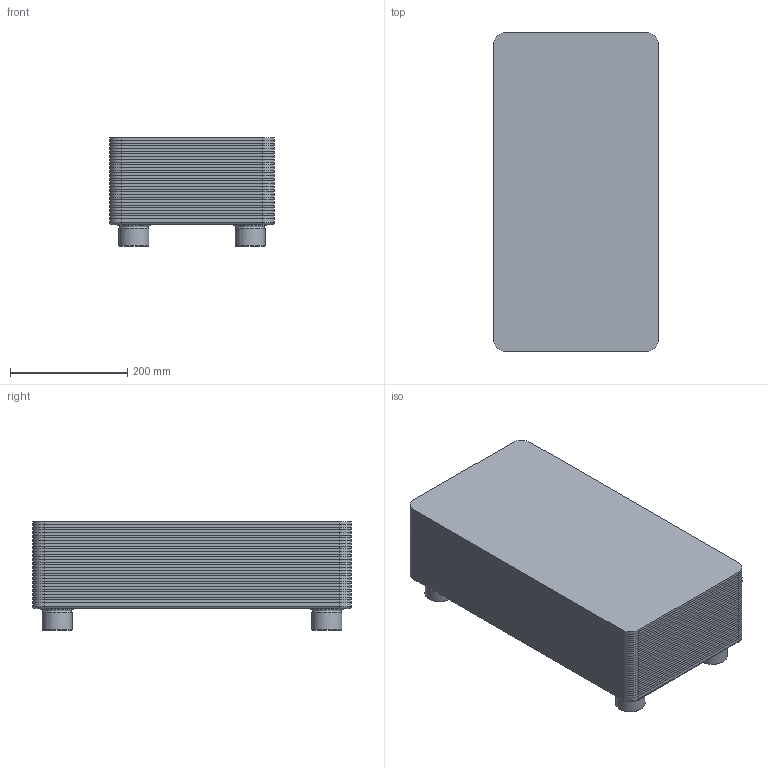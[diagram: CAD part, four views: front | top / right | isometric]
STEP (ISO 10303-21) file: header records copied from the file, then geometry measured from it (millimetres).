
FILE_DESCRIPTION((''),'2;1');
FILE_NAME('PBG45 LMH.stp','2014-09-03T00:06:31',('Martin'),(''),'Autodesk Inventor 2012','Autodesk Inventor 2012','');
FILE_SCHEMA(('AUTOMOTIVE_DESIGN { 1 0 10303 214 1 1 1 1 }'));
Length unit declared in the file: millimetre
Products named in the file (7): Zusammenbau 1; Grundplatte; Kupferplatte; Kupferplatte_CPY; Kupferplatte_CPY_CPY; Anschluss G2; Typenschild
Assembly tree (36 placements, depth 2):
  Zusammenbau 1
    Grundplatte
    Kupferplatte  x10
    Kupferplatte_CPY  x10
    Kupferplatte_CPY_CPY  x10
    Anschluss G2  x4
    Typenschild
Bounding box: 281 x 543 x 185 mm (x, y, z)
Volume: 22623791 mm3; surface area: 9741061.9 mm2
Topology: 36 solids, 36 shells, 600 faces, 1324 edges, 808 vertices
Faces by surface type: plane 324, cylinder 140, cone 128, torus 8
Full cylindrical faces by diameter (mm): 42 x4, 51.2 x4, 55.2 x4
Entity records: 2846 total; most frequent: DIRECTION 514, CARTESIAN_POINT 440, ORIENTED_EDGE 362, AXIS2_PLACEMENT_3D 195, EDGE_CURVE 181, VECTOR 124, LINE 124, VERTEX_POINT 113
